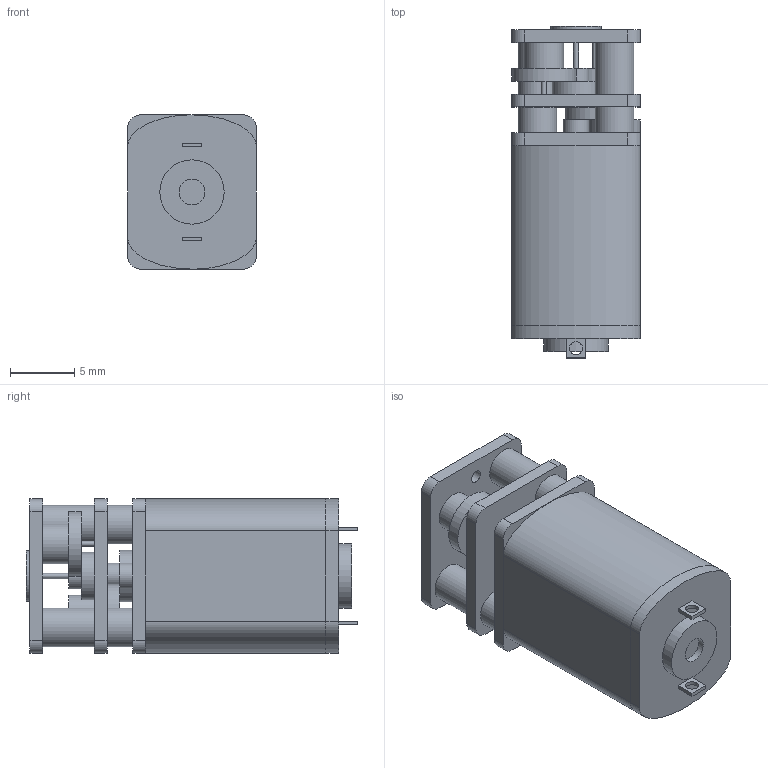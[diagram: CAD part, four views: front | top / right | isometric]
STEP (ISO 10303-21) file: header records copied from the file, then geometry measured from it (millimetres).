
FILE_DESCRIPTION(/* description */ (''),/* implementation_level */ '2;1');
FILE_NAME(/* name */ 'n20.stp',/* time_stamp */ '2017-11-30T18:16:20+09:00',/* author */ ('tlsru'),/* organization */ (''),/* preprocessor_version */ 'ST-DEVELOPER v15.6',/* originating_system */ 'Autodesk Inventor 2015',/* authorisation */ '');
FILE_SCHEMA (('AUTOMOTIVE_DESIGN { 1 0 10303 214 3 1 1 }'));
Length unit declared in the file: millimetre
Products named in the file (1): n20
Bounding box: 10 x 25.8 x 12 mm (x, y, z)
Volume: 2175 mm3; surface area: 2196.5 mm2
Topology: 15 solids, 15 shells, 139 faces, 294 edges, 198 vertices
Faces by surface type: plane 93, cylinder 42, bspline 4
Full cylindrical faces by diameter (mm): 0.4 x3, 1 x4, 2 x6, 2.2 x2, 3 x6, 3.071 x1, 3.708 x1, 3.9 x1, 4 x1, 4.708 x1, 5 x2
Entity records: 3875 total; most frequent: CARTESIAN_POINT 864, DIRECTION 620, ORIENTED_EDGE 516, EDGE_CURVE 258, AXIS2_PLACEMENT_3D 234, EDGE_LOOP 194, VERTEX_POINT 190, LINE 152
